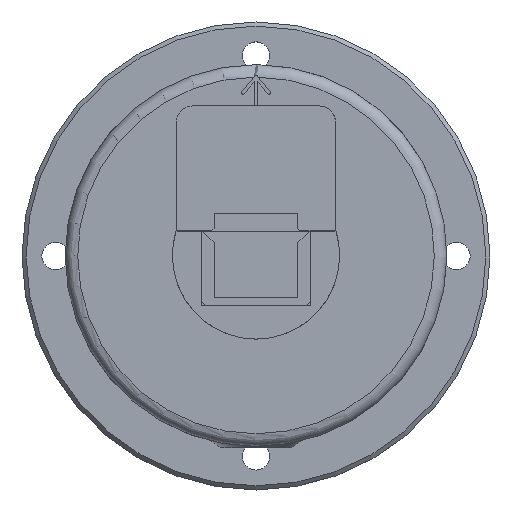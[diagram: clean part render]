
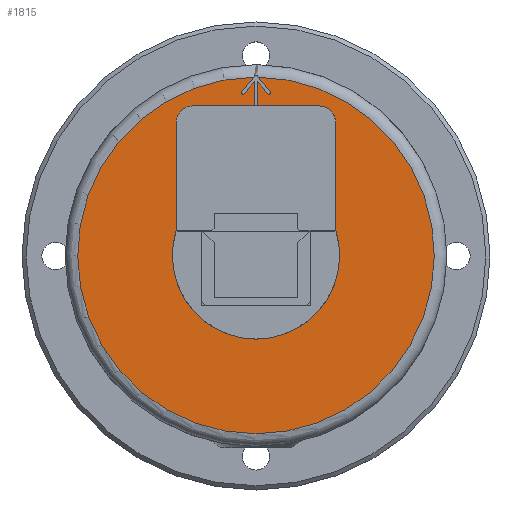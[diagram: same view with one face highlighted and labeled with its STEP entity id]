
A CAD part, top view. The second image highlights one B-rep face of the part: STEP entity #1815.
In plain terms, the highlighted face is planar.
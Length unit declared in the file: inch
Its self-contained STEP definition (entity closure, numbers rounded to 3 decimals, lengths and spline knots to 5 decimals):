
#156=LINE('',#2980,#293);
#158=LINE('',#2986,#295);
#162=LINE('',#2994,#299);
#166=LINE('',#3003,#303);
#169=LINE('',#3017,#306);
#170=LINE('',#3019,#307);
#171=LINE('',#3023,#308);
#172=LINE('',#3027,#309);
#173=LINE('',#3031,#310);
#174=LINE('',#3032,#311);
#293=VECTOR('',#2419,0.3937);
#295=VECTOR('',#2423,0.3937);
#299=VECTOR('',#2427,0.3937);
#303=VECTOR('',#2433,0.3937);
#306=VECTOR('',#2454,0.3937);
#307=VECTOR('',#2455,0.3937);
#308=VECTOR('',#2458,0.3937);
#309=VECTOR('',#2461,0.3937);
#310=VECTOR('',#2464,0.3937);
#311=VECTOR('',#2465,0.3937);
#431=PLANE('',#2026);
#571=FACE_OUTER_BOUND('',#697,.T.);
#697=EDGE_LOOP('',(#1516,#1517,#1518,#1519,#1520,#1521,#1522,#1523,#1524,
#1525,#1526,#1527,#1528,#1529,#1530,#1531));
#803=CIRCLE('',#2019,0.25);
#805=CIRCLE('',#2022,0.25);
#808=CIRCLE('',#2027,0.025);
#809=CIRCLE('',#2028,2.667);
#810=CIRCLE('',#2029,0.025);
#811=CIRCLE('',#2030,1.251);
#943=VERTEX_POINT('',#2974);
#945=VERTEX_POINT('',#2978);
#946=VERTEX_POINT('',#2982);
#948=VERTEX_POINT('',#2985);
#951=VERTEX_POINT('',#2991);
#952=VERTEX_POINT('',#2993);
#954=VERTEX_POINT('',#2999);
#956=VERTEX_POINT('',#3002);
#958=VERTEX_POINT('',#3016);
#959=VERTEX_POINT('',#3018);
#960=VERTEX_POINT('',#3020);
#961=VERTEX_POINT('',#3022);
#962=VERTEX_POINT('',#3024);
#963=VERTEX_POINT('',#3026);
#964=VERTEX_POINT('',#3028);
#965=VERTEX_POINT('',#3030);
#1143=EDGE_CURVE('',#943,#945,#156,.T.);
#1145=EDGE_CURVE('',#948,#946,#158,.T.);
#1149=EDGE_CURVE('',#952,#951,#162,.T.);
#1153=EDGE_CURVE('',#956,#954,#166,.T.);
#1156=EDGE_CURVE('',#951,#956,#803,.T.);
#1158=EDGE_CURVE('',#945,#948,#805,.T.);
#1161=EDGE_CURVE('',#946,#958,#169,.T.);
#1162=EDGE_CURVE('',#958,#959,#170,.T.);
#1163=EDGE_CURVE('',#959,#960,#808,.T.);
#1164=EDGE_CURVE('',#960,#961,#171,.T.);
#1165=EDGE_CURVE('',#962,#961,#809,.T.);
#1166=EDGE_CURVE('',#962,#963,#172,.T.);
#1167=EDGE_CURVE('',#963,#964,#810,.T.);
#1168=EDGE_CURVE('',#964,#965,#173,.T.);
#1169=EDGE_CURVE('',#965,#952,#174,.T.);
#1170=EDGE_CURVE('',#943,#954,#811,.T.);
#1516=ORIENTED_EDGE('',*,*,#1143,.T.);
#1517=ORIENTED_EDGE('',*,*,#1158,.T.);
#1518=ORIENTED_EDGE('',*,*,#1145,.T.);
#1519=ORIENTED_EDGE('',*,*,#1161,.T.);
#1520=ORIENTED_EDGE('',*,*,#1162,.T.);
#1521=ORIENTED_EDGE('',*,*,#1163,.T.);
#1522=ORIENTED_EDGE('',*,*,#1164,.T.);
#1523=ORIENTED_EDGE('',*,*,#1165,.F.);
#1524=ORIENTED_EDGE('',*,*,#1166,.T.);
#1525=ORIENTED_EDGE('',*,*,#1167,.T.);
#1526=ORIENTED_EDGE('',*,*,#1168,.T.);
#1527=ORIENTED_EDGE('',*,*,#1169,.T.);
#1528=ORIENTED_EDGE('',*,*,#1149,.T.);
#1529=ORIENTED_EDGE('',*,*,#1156,.T.);
#1530=ORIENTED_EDGE('',*,*,#1153,.T.);
#1531=ORIENTED_EDGE('',*,*,#1170,.F.);
#1815=ADVANCED_FACE('',(#571),#431,.T.);
#2019=AXIS2_PLACEMENT_3D('',#3008,#2438,#2439);
#2022=AXIS2_PLACEMENT_3D('',#3011,#2444,#2445);
#2026=AXIS2_PLACEMENT_3D('',#3015,#2452,#2453);
#2027=AXIS2_PLACEMENT_3D('',#3021,#2456,#2457);
#2028=AXIS2_PLACEMENT_3D('',#3025,#2459,#2460);
#2029=AXIS2_PLACEMENT_3D('',#3029,#2462,#2463);
#2030=AXIS2_PLACEMENT_3D('',#3033,#2466,#2467);
#2419=DIRECTION('',(0.,1.,0.));
#2423=DIRECTION('',(0.,0.,-1.));
#2427=DIRECTION('',(0.,0.,-1.));
#2433=DIRECTION('',(0.,-1.,0.));
#2438=DIRECTION('center_axis',(-1.,0.,0.));
#2439=DIRECTION('ref_axis',(0.,0.,1.));
#2444=DIRECTION('center_axis',(-1.,0.,0.));
#2445=DIRECTION('ref_axis',(0.,-1.,0.));
#2452=DIRECTION('center_axis',(1.,0.,0.));
#2453=DIRECTION('ref_axis',(0.,0.,-1.));
#2454=DIRECTION('',(0.,1.,0.));
#2455=DIRECTION('',(0.,-0.766,0.643));
#2456=DIRECTION('center_axis',(-1.,0.,0.));
#2457=DIRECTION('ref_axis',(0.,0.643,0.766));
#2458=DIRECTION('',(0.,0.766,-0.643));
#2459=DIRECTION('center_axis',(-1.,0.,0.));
#2460=DIRECTION('ref_axis',(0.,-1.,0.));
#2461=DIRECTION('',(0.,-0.766,-0.643));
#2462=DIRECTION('center_axis',(-1.,0.,0.));
#2463=DIRECTION('ref_axis',(0.,-0.643,0.766));
#2464=DIRECTION('',(0.,0.766,0.643));
#2465=DIRECTION('',(0.,-1.,0.));
#2466=DIRECTION('center_axis',(1.,0.,0.));
#2467=DIRECTION('ref_axis',(0.,0.,-1.));
#2974=CARTESIAN_POINT('',(0.,0.37332,1.194));
#2978=CARTESIAN_POINT('',(0.,1.987,1.194));
#2980=CARTESIAN_POINT('',(0.,0.6255,1.194));
#2982=CARTESIAN_POINT('',(0.,2.237,0.025));
#2985=CARTESIAN_POINT('',(0.,2.237,0.944));
#2986=CARTESIAN_POINT('',(0.,2.237,0.472));
#2991=CARTESIAN_POINT('',(0.,2.237,-0.944));
#2993=CARTESIAN_POINT('',(0.,2.237,-0.025));
#2994=CARTESIAN_POINT('',(0.,2.237,0.472));
#2999=CARTESIAN_POINT('',(0.,0.37332,-1.194));
#3002=CARTESIAN_POINT('',(0.,1.987,-1.194));
#3003=CARTESIAN_POINT('',(0.,1.619,-1.194));
#3008=CARTESIAN_POINT('Origin',(0.,1.987,-0.944));
#3011=CARTESIAN_POINT('Origin',(0.,1.987,0.944));
#3015=CARTESIAN_POINT('Origin',(0.,1.251,0.));
#3016=CARTESIAN_POINT('',(0.,2.59931,0.025));
#3017=CARTESIAN_POINT('',(0.,1.7095,0.025));
#3018=CARTESIAN_POINT('',(0.,2.42193,0.17385));
#3019=CARTESIAN_POINT('',(0.,2.20987,0.35179));
#3020=CARTESIAN_POINT('',(0.,2.45408,0.21215));
#3021=CARTESIAN_POINT('Origin',(0.,2.438,
0.193));
#3022=CARTESIAN_POINT('',(0.,2.66679,0.0336));
#3023=CARTESIAN_POINT('',(0.,2.15341,0.46452));
#3024=CARTESIAN_POINT('',(0.,2.66679,-0.0336));
#3025=CARTESIAN_POINT('Origin',(0.,0.,0.));
#3026=CARTESIAN_POINT('',(0.,2.45407,-0.21215));
#3027=CARTESIAN_POINT('',(0.,2.26783,-0.36848));
#3028=CARTESIAN_POINT('',(0.,2.42193,-0.17385));
#3029=CARTESIAN_POINT('Origin',(0.,2.438,-0.193));
#3030=CARTESIAN_POINT('',(0.,2.59931,-0.025));
#3031=CARTESIAN_POINT('',(0.,2.12118,-0.42622));
#3032=CARTESIAN_POINT('',(0.,1.92516,-0.025));
#3033=CARTESIAN_POINT('Origin',(0.,0.,0.));
